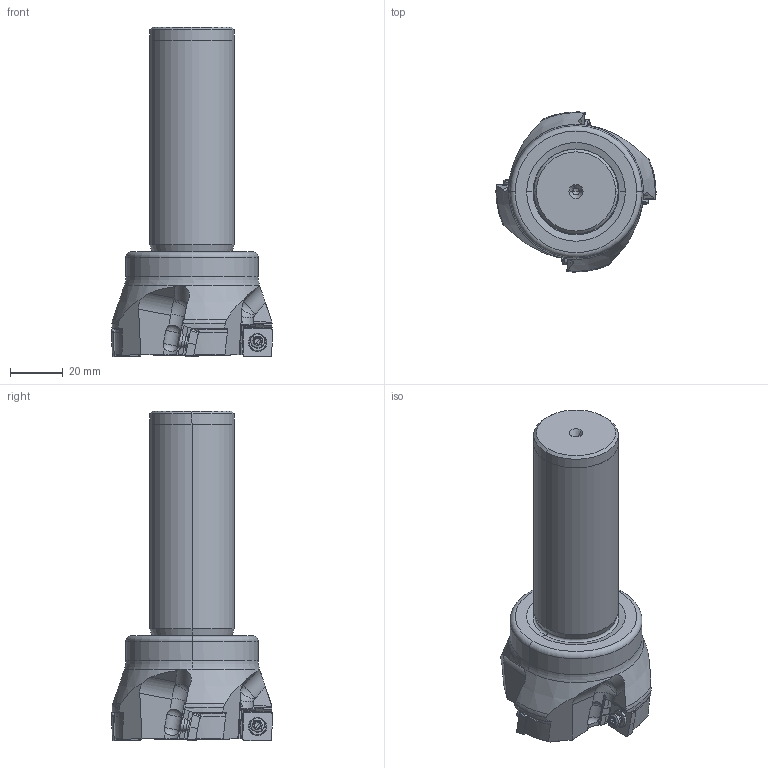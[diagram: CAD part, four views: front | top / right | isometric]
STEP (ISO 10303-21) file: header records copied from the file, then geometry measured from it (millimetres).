
FILE_DESCRIPTION(/* description */ (''),/* implementation_level */ '2;1');
FILE_NAME(/* name */ 'ASX400R634S32.stp',/* time_stamp */ '2021-09-08T11:41:33+09:00',/* author */ (''),/* organization */ (''),/* preprocessor_version */ 'ST-DEVELOPER v16',/* originating_system */ 'SIEMENS PLM Software NX 10.0',/* authorisation */ '');
FILE_SCHEMA (('AUTOMOTIVE_DESIGN { 1 0 10303 214 3 1 1 1 }'));
Length unit declared in the file: millimetre
Products named in the file (1): ASX400R634S32_ASM
Bounding box: 60.68 x 60.67 x 124.72 mm (x, y, z)
Volume: 143541.1 mm3; surface area: 23676.1 mm2
Topology: 13 solids, 13 shells, 590 faces, 1698 edges, 1158 vertices
Faces by surface type: plane 220, cylinder 206, cone 88, torus 32, sphere 20, extrusion 16, bspline 8
Entity records: 24121 total; most frequent: CARTESIAN_POINT 8538, ORIENTED_EDGE 3304, DIRECTION 3034, EDGE_CURVE 1652, AXIS2_PLACEMENT_3D 1170, VERTEX_POINT 1111, VECTOR 694, LINE 678
